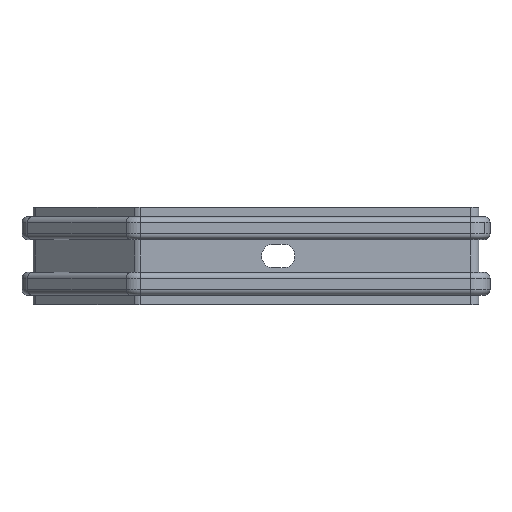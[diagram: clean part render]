
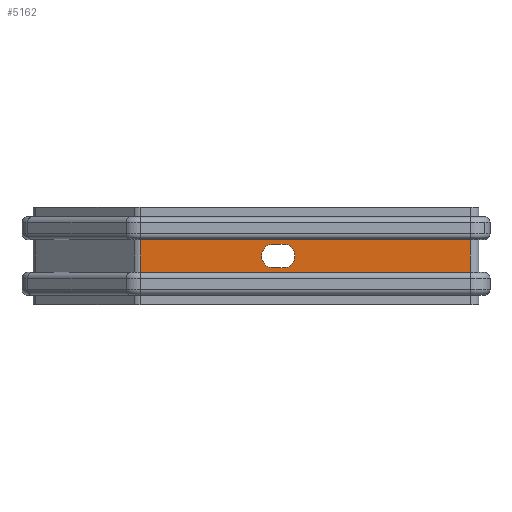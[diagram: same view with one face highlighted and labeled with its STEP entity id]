
A CAD part, front view. The second image highlights one B-rep face of the part: STEP entity #5162.
In plain terms, the highlighted planar face has unit normal (0, -1, 0).
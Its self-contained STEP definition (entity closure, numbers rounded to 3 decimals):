
#24=FACE_BOUND('',#814,.T.);
#188=PLANE('',#5830);
#495=FACE_OUTER_BOUND('',#813,.T.);
#813=EDGE_LOOP('',(#4669,#4670,#4671,#4672));
#814=EDGE_LOOP('',(#4673,#4674,#4675,#4676));
#829=LINE('',#7578,#1242);
#833=LINE('',#7589,#1246);
#1117=LINE('',#8765,#1530);
#1120=LINE('',#8789,#1533);
#1125=LINE('',#8815,#1538);
#1128=LINE('',#8819,#1541);
#1242=VECTOR('',#5859,10.);
#1246=VECTOR('',#5871,10.);
#1530=VECTOR('',#7113,10.);
#1533=VECTOR('',#7146,10.);
#1538=VECTOR('',#7183,10.);
#1541=VECTOR('',#7188,10.);
#1654=CIRCLE('',#5197,4.25);
#1655=CIRCLE('',#5200,4.25);
#1996=VERTEX_POINT('',#7571);
#1997=VERTEX_POINT('',#7573);
#1998=VERTEX_POINT('',#7577);
#2000=VERTEX_POINT('',#7583);
#2370=VERTEX_POINT('',#8747);
#2374=VERTEX_POINT('',#8763);
#2379=VERTEX_POINT('',#8783);
#2380=VERTEX_POINT('',#8787);
#2447=EDGE_CURVE('',#1997,#1996,#1654,.T.);
#2449=EDGE_CURVE('',#1996,#1998,#829,.T.);
#2452=EDGE_CURVE('',#1998,#2000,#1655,.T.);
#2455=EDGE_CURVE('',#2000,#1997,#833,.T.);
#3031=EDGE_CURVE('',#2374,#2370,#1117,.T.);
#3043=EDGE_CURVE('',#2379,#2380,#1120,.T.);
#3056=EDGE_CURVE('',#2370,#2379,#1125,.T.);
#3059=EDGE_CURVE('',#2374,#2380,#1128,.T.);
#4669=ORIENTED_EDGE('',*,*,#3031,.F.);
#4670=ORIENTED_EDGE('',*,*,#3059,.T.);
#4671=ORIENTED_EDGE('',*,*,#3043,.F.);
#4672=ORIENTED_EDGE('',*,*,#3056,.F.);
#4673=ORIENTED_EDGE('',*,*,#2452,.T.);
#4674=ORIENTED_EDGE('',*,*,#2455,.T.);
#4675=ORIENTED_EDGE('',*,*,#2447,.T.);
#4676=ORIENTED_EDGE('',*,*,#2449,.T.);
#5162=ADVANCED_FACE('',(#495,#24),#188,.T.);
#5197=AXIS2_PLACEMENT_3D('',#7574,#5854,#5855);
#5200=AXIS2_PLACEMENT_3D('',#7584,#5864,#5865);
#5830=AXIS2_PLACEMENT_3D('',#9086,#7520,#7521);
#5854=DIRECTION('center_axis',(0.,1.,0.));
#5855=DIRECTION('ref_axis',(0.,0.,-1.));
#5859=DIRECTION('',(1.,0.,0.));
#5864=DIRECTION('center_axis',(0.,1.,0.));
#5865=DIRECTION('ref_axis',(0.,0.,1.));
#5871=DIRECTION('',(-1.,0.,0.));
#7113=DIRECTION('',(-1.,0.,0.));
#7146=DIRECTION('',(1.,0.,0.));
#7183=DIRECTION('',(0.,0.,1.));
#7188=DIRECTION('',(0.,0.,1.));
#7520=DIRECTION('center_axis',(0.,-1.,0.));
#7521=DIRECTION('ref_axis',(1.,0.,0.));
#7571=CARTESIAN_POINT('',(-226.911,176.953,21.75));
#7573=CARTESIAN_POINT('',(-226.911,176.953,13.25));
#7574=CARTESIAN_POINT('Origin',(-226.911,176.953,17.5));
#7577=CARTESIAN_POINT('',(-223.411,176.953,21.75));
#7578=CARTESIAN_POINT('',(-130.309,176.953,21.75));
#7583=CARTESIAN_POINT('',(-223.411,176.953,13.25));
#7584=CARTESIAN_POINT('Origin',(-223.411,176.953,17.5));
#7589=CARTESIAN_POINT('',(-132.059,176.953,13.25));
#8747=CARTESIAN_POINT('',(-274.747,176.953,11.7));
#8763=CARTESIAN_POINT('',(-156.161,176.953,11.7));
#8765=CARTESIAN_POINT('',(123.849,176.953,11.7));
#8783=CARTESIAN_POINT('',(-274.747,176.953,23.3));
#8787=CARTESIAN_POINT('',(-156.161,176.953,23.3));
#8789=CARTESIAN_POINT('',(123.849,176.953,23.3));
#8815=CARTESIAN_POINT('',(-274.747,176.953,0.));
#8819=CARTESIAN_POINT('',(-156.161,176.953,0.));
#9086=CARTESIAN_POINT('Origin',(-37.208,176.953,0.));
